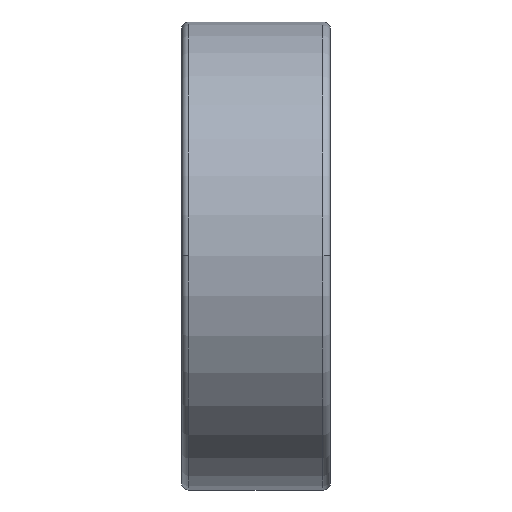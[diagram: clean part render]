
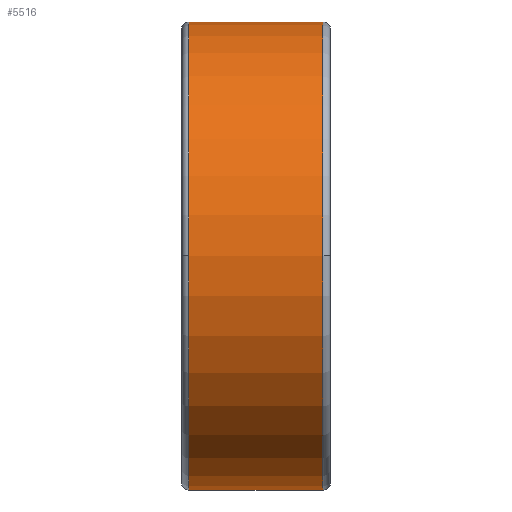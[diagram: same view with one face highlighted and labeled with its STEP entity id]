
A CAD part, top view. The second image highlights one B-rep face of the part: STEP entity #5516.
In plain terms, the highlighted cylindrical face has radius 11 mm (diameter 22 mm), a partial arc.
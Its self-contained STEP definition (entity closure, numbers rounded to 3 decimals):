
#61=CARTESIAN_POINT('Vertex',(0.35,0.,11.)) ;
#66=CARTESIAN_POINT('Axis2P3D Location',(0.35,0.,0.)) ;
#70=CARTESIAN_POINT('Vertex',(0.35,11.,0.)) ;
#105=CARTESIAN_POINT('Line Origine',(3.5,11.,0.)) ;
#109=CARTESIAN_POINT('Vertex',(6.65,11.,0.)) ;
#123=CARTESIAN_POINT('Vertex',(6.65,-11.,0.)) ;
#126=CARTESIAN_POINT('Line Origine',(3.5,-11.,0.)) ;
#130=CARTESIAN_POINT('Vertex',(0.35,-11.,0.)) ;
#158=CARTESIAN_POINT('Vertex',(6.649,0.,11.)) ;
#173=CARTESIAN_POINT('Axis2P3D Location',(6.649,0.,0.)) ;
#5485=CARTESIAN_POINT('Axis2P3D Location',(6.649,0.,0.)) ;
#5498=CARTESIAN_POINT('Axis2P3D Location',(6.651,0.,0.)) ;
#5503=CARTESIAN_POINT('Axis2P3D Location',(0.349,0.,0.)) ;
#67=DIRECTION('Axis2P3D Direction',(-1.,0.,0.)) ;
#106=DIRECTION('Vector Direction',(-1.,0.,0.)) ;
#127=DIRECTION('Vector Direction',(-1.,0.,0.)) ;
#174=DIRECTION('Axis2P3D Direction',(-1.,0.,0.)) ;
#5486=DIRECTION('Axis2P3D Direction',(-1.,0.,0.)) ;
#5499=DIRECTION('Axis2P3D Direction',(-1.,-0.,0.)) ;
#5500=DIRECTION('Axis2P3D XDirection',(0.,-1.,0.)) ;
#5504=DIRECTION('Axis2P3D Direction',(-1.,-0.,0.)) ;
#68=AXIS2_PLACEMENT_3D('Circle Axis2P3D',#66,#67,$) ;
#175=AXIS2_PLACEMENT_3D('Circle Axis2P3D',#173,#174,$) ;
#5487=AXIS2_PLACEMENT_3D('Circle Axis2P3D',#5485,#5486,$) ;
#5501=AXIS2_PLACEMENT_3D('Cylinder Axis2P3D',#5498,#5499,#5500) ;
#5505=AXIS2_PLACEMENT_3D('Circle Axis2P3D',#5503,#5504,$) ;
#5509=ORIENTED_EDGE('',*,*,#111,.T.) ;
#5510=ORIENTED_EDGE('',*,*,#72,.F.) ;
#5511=ORIENTED_EDGE('',*,*,#5507,.F.) ;
#5512=ORIENTED_EDGE('',*,*,#132,.T.) ;
#5513=ORIENTED_EDGE('',*,*,#5489,.T.) ;
#5514=ORIENTED_EDGE('',*,*,#177,.T.) ;
#107=VECTOR('Line Direction',#106,1.) ;
#128=VECTOR('Line Direction',#127,1.) ;
#5516=ADVANCED_FACE('PartBody ( *SOL1 - wsp *MASTER -  -Non Smart-  )',(#5515),#5502,.T.) ;
#69=CIRCLE('generated circle',#68,11.) ;
#176=CIRCLE('generated circle',#175,11.) ;
#5488=CIRCLE('generated circle',#5487,11.) ;
#5506=CIRCLE('generated circle',#5505,11.) ;
#5502=CYLINDRICAL_SURFACE('generated cylinder',#5501,11.) ;
#72=EDGE_CURVE('',#62,#71,#69,.T.) ;
#111=EDGE_CURVE('',#110,#71,#108,.T.) ;
#132=EDGE_CURVE('',#131,#124,#129,.F.) ;
#177=EDGE_CURVE('',#159,#110,#176,.T.) ;
#5489=EDGE_CURVE('',#124,#159,#5488,.T.) ;
#5507=EDGE_CURVE('',#131,#62,#5506,.T.) ;
#5508=EDGE_LOOP('',(#5509,#5510,#5511,#5512,#5513,#5514)) ;
#5515=FACE_OUTER_BOUND('',#5508,.T.) ;
#108=LINE('Line',#105,#107) ;
#129=LINE('Line',#126,#128) ;
#62=VERTEX_POINT('',#61) ;
#71=VERTEX_POINT('',#70) ;
#110=VERTEX_POINT('',#109) ;
#124=VERTEX_POINT('',#123) ;
#131=VERTEX_POINT('',#130) ;
#159=VERTEX_POINT('',#158) ;
